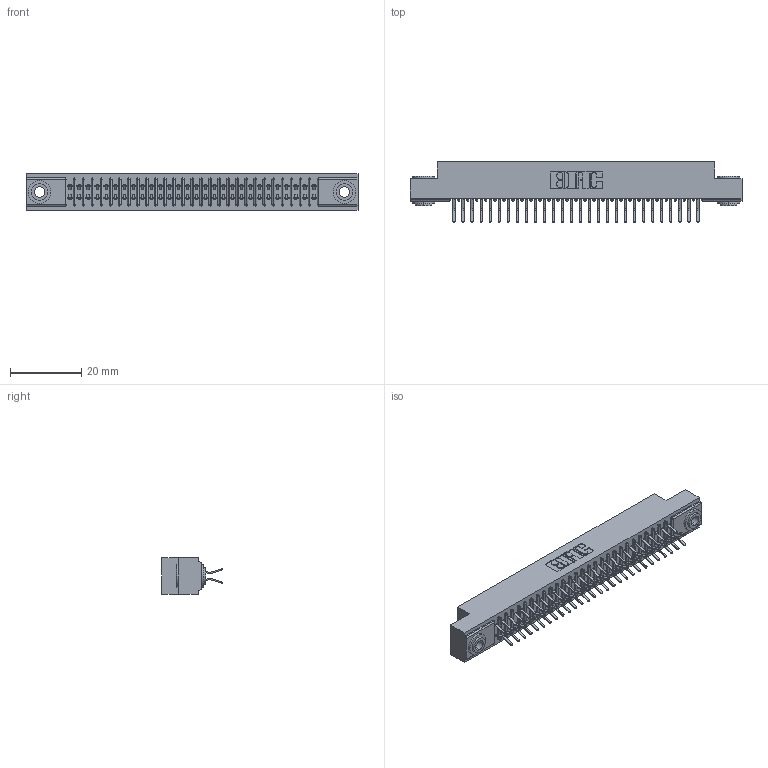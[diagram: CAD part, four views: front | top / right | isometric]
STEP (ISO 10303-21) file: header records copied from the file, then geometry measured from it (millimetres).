
FILE_DESCRIPTION (( 'STEP AP203' ), '1' );
FILE_NAME ('341-056-556-203.STEP', '2018-08-07T15:31:01', ( '' ), ( '' ), 'SwSTEP 2.0', 'SolidWorks 2016', '' );
FILE_SCHEMA (( 'CONFIG_CONTROL_DESIGN' ));
Length unit declared in the file: inch
Products named in the file (4): 341-056-556-203; 341 Part_.156 (3.96) Dia Mounting Holes; 341-292-001_341-292-156; 345-250-002_345-250-002-102
Assembly tree (59 placements, depth 2):
  341-056-556-203
    341 Part_.156 (3.96) Dia Mounting Holes
    341-292-001_341-292-156  x56
    345-250-002_345-250-002-102  x2
Bounding box: 93.34 x 17.07 x 10.16 mm (x, y, z)
Volume: 6899.8 mm3; surface area: 12184.3 mm2
Topology: 59 solids, 59 shells, 4088 faces, 11824 edges, 7670 vertices
Faces by surface type: plane 2332, cylinder 1636, sphere 58, torus 54, cone 8
Entity records: 36956 total; most frequent: CARTESIAN_POINT 6125, ORIENTED_EDGE 6076, DIRECTION 5974, EDGE_CURVE 3038, LINE 2424, VECTOR 2424, VERTEX_POINT 1926, AXIS2_PLACEMENT_3D 1775
